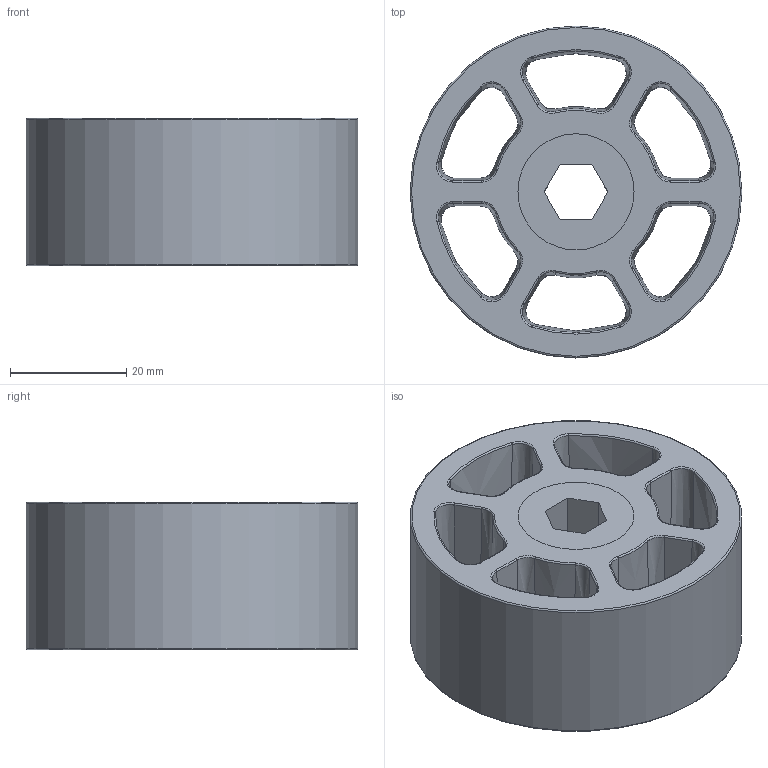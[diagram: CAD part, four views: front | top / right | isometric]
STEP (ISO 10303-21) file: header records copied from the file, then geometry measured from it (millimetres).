
FILE_DESCRIPTION (( 'STEP AP214' ), '1' );
FILE_NAME ('am-3950 2.25N OverMolded 375Hex Compliant Wheel V6.STEP', '2018-09-24T19:39:59', ( '' ), ( '' ), 'SwSTEP 2.0', 'SolidWorks 2018', '' );
FILE_SCHEMA (( 'AUTOMOTIVE_DESIGN' ));
Length unit declared in the file: millimetre
Products named in the file (1): am-3950 2.25N OverMolded 375Hex Compliant Wheel V6
Bounding box: 57.15 x 57.15 x 25.4 mm (x, y, z)
Volume: 41043.2 mm3; surface area: 18804.1 mm2
Topology: 2 solids, 2 shells, 159 faces, 367 edges, 212 vertices
Faces by surface type: bspline 72, cylinder 27, torus 26, plane 22, cone 12
Full cylindrical faces by diameter (mm): 20 x2, 57.15 x1
Entity records: 9288 total; most frequent: CARTESIAN_POINT 4370, ORIENTED_EDGE 724, DIRECTION 546, EDGE_CURVE 362, AXIS2_PLACEMENT_3D 240, VERTEX_POINT 212, EDGE_LOOP 180, FACE_OUTER_BOUND 164
